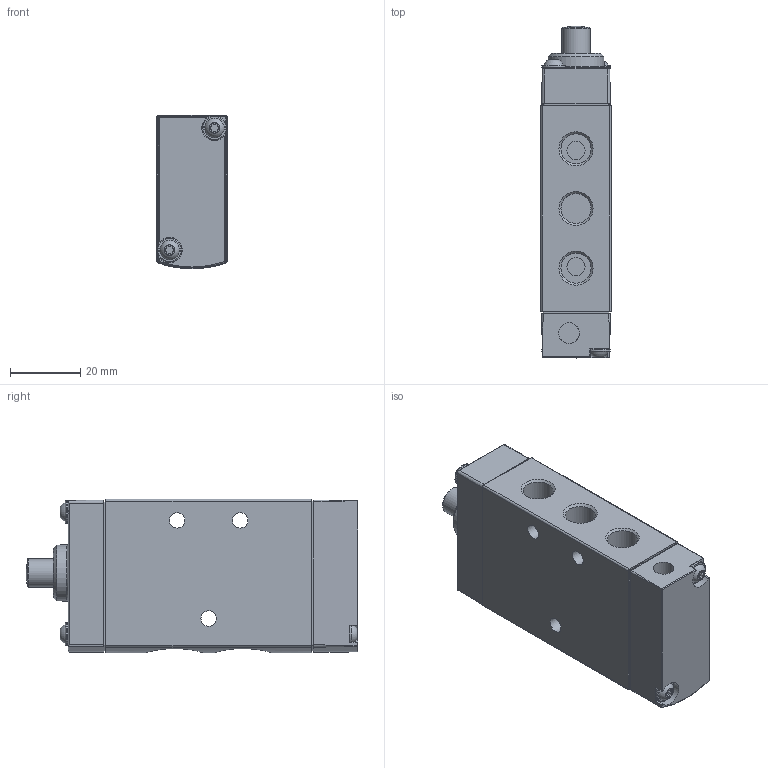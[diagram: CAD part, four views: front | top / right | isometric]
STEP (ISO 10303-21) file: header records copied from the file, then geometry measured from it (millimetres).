
FILE_DESCRIPTION(/* description */ ('STEP AP214'),/* implementation_level */ '2;1');
FILE_NAME(/* name */ '8031297_VMEF-S-M52-M-G18',/* time_stamp */ '2024-09-12T13:06:58+02:00',/* author */ ('License CC BY-ND 4.0'),/* organization */ ('CADENAS'),/* preprocessor_version */ 'ST-DEVELOPER v19.3',/* originating_system */ 'PARTsolutions',/* authorisation */ ' ');
FILE_SCHEMA (('AP203_CONFIGURATION_CONTROLLED_3D_DESIGN_OF_MECHANICAL_PARTS_AND_ASSEMBLIES_MIM_LF { 1 0 10303 203 3 1 4 }','FEATURE_BASED_PROCESS_PLANNING','MODEL_BASED_INTEGRATED_MANUFACTURING_SCHEMA','PROCESS_PLANNING_SCHEMA','AUTOMOTIVE_DESIGN {1 0 10303 214 3 1 1}'));
Length unit declared in the file: millimetre
Products named in the file (4): 8031297 VMEF-S-M52-M-G18---(1); 3346701 VXEF-X-M52-M-G18_valve---(12); 3435293 VMEF_cover---(12); 3394270 VAOM-R4---(schrauben)
Assembly tree (4 placements, depth 2):
  8031297 VMEF-S-M52-M-G18---(1)
    3346701 VXEF-X-M52-M-G18_valve---(12)
    3435293 VMEF_cover---(12)
    3394270 VAOM-R4---(schrauben)  x2
Bounding box: 20 x 94.6 x 43.72 mm (x, y, z)
Volume: 65398 mm3; surface area: 18434.4 mm2
Topology: 4 solids, 4 shells, 223 faces, 532 edges, 346 vertices
Faces by surface type: cylinder 111, plane 66, cone 29, torus 14, sphere 3
Full cylindrical faces by diameter (mm): 2.459 x4, 3 x2, 4.4 x3, 5.2 x4, 5.925 x1, 6.8 x4, 8 x1, 8.566 x5, 9 x1, 16.5 x2
Entity records: 6930 total; most frequent: CARTESIAN_POINT 1058, DIRECTION 1025, ORIENTED_EDGE 822, AXIS2_PLACEMENT_3D 445, EDGE_CURVE 411, VERTEX_POINT 302, FACE_BOUND 295, EDGE_LOOP 291
